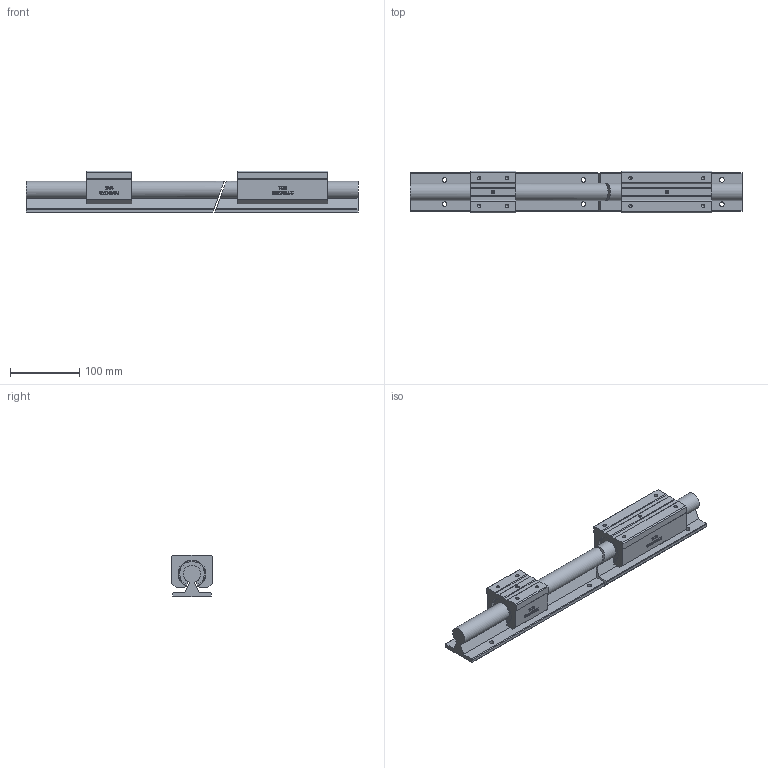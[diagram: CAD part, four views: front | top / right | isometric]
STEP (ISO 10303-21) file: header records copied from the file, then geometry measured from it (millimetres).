
FILE_DESCRIPTION(/* description */ (''),/* implementation_level */ '2;1');
FILE_NAME(/* name */ 'WJB-SME-25UU 25LUU.stp',/* time_stamp */ '2018-12-20T11:00:50+08:00',/* author */ (''),/* organization */ (''),/* preprocessor_version */ 'ST-DEVELOPER v11',/* originating_system */ 'SIEMENS UGS NX 6.0',/* authorisation */ '');
FILE_SCHEMA (('CONFIG_CONTROL_DESIGN'));
Length unit declared in the file: millimetre
Products named in the file (1): ROCKEE710lmv
Bounding box: 479 x 60 x 60 mm (x, y, z)
Volume: 879258.8 mm3; surface area: 170746.5 mm2
Topology: 4 solids, 4 shells, 644 faces, 1705 edges, 1131 vertices
Faces by surface type: plane 436, extrusion 126, cylinder 62, cone 13, torus 7
Full cylindrical faces by diameter (mm): 4.917 x10, 6.5 x6, 10 x3, 10.4 x3
Entity records: 23042 total; most frequent: CARTESIAN_POINT 8219, ORIENTED_EDGE 3278, DIRECTION 2404, EDGE_CURVE 1639, VERTEX_POINT 1105, VECTOR 1088, LINE 962, EDGE_LOOP 764
